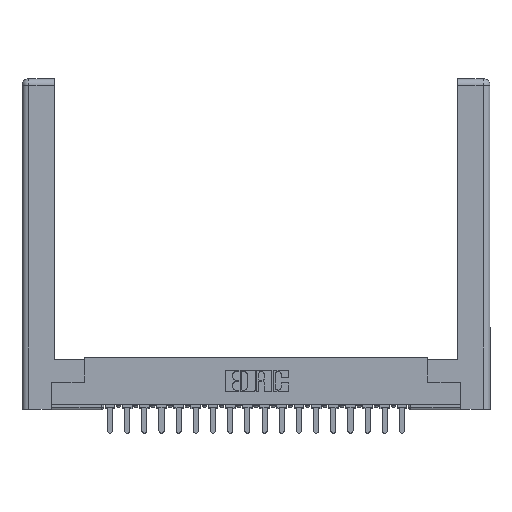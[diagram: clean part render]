
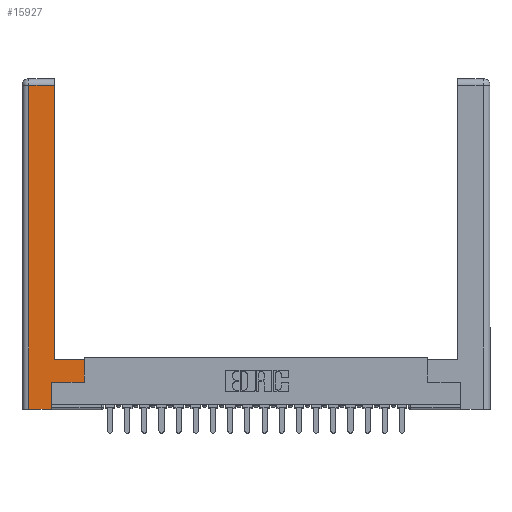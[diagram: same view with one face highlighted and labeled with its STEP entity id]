
A CAD part, top view. The second image highlights one B-rep face of the part: STEP entity #15927.
In plain terms, the highlighted planar face has unit normal (0, 0, 1).
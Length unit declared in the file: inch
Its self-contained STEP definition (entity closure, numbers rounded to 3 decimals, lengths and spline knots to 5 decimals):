
#429 = VECTOR ( 'NONE', #18806, 39.37008 ) ;
#501 = EDGE_CURVE ( 'NONE', #21719, #11649, #8008, .T. ) ;
#583 = EDGE_CURVE ( 'NONE', #12090, #11764, #1395, .T. ) ;
#1116 = ORIENTED_EDGE ( 'NONE', *, *, #17303, .T. ) ;
#1393 = CARTESIAN_POINT ( 'NONE',  ( 0.265, 0., 0. ) ) ;
#1395 = LINE ( 'NONE', #3074, #20036 ) ;
#1446 = CARTESIAN_POINT ( 'NONE',  ( 0.0615, 0., 0. ) ) ;
#2131 = FACE_OUTER_BOUND ( 'NONE', #2930, .T. ) ;
#2930 = EDGE_LOOP ( 'NONE', ( #4740, #15477, #6063, #13627, #6861, #11349, #19924, #1116 ) ) ;
#3074 = CARTESIAN_POINT ( 'NONE',  ( 0.565, 0.245, 0. ) ) ;
#3227 = DIRECTION ( 'NONE',  ( -1., 0., 0. ) ) ;
#3331 = CARTESIAN_POINT ( 'NONE',  ( 0.0615, 2.94, 0. ) ) ;
#3333 = CARTESIAN_POINT ( 'NONE',  ( 0.565, 0.245, 0. ) ) ;
#4450 = CARTESIAN_POINT ( 'NONE',  ( 0.0615, 2.94, 0. ) ) ;
#4740 = ORIENTED_EDGE ( 'NONE', *, *, #19261, .T. ) ;
#4880 = VECTOR ( 'NONE', #21615, 39.37008 ) ;
#4902 = LINE ( 'NONE', #13733, #429 ) ;
#5092 = CARTESIAN_POINT ( 'NONE',  ( 0.565, 0.45, 0. ) ) ;
#5411 = VERTEX_POINT ( 'NONE', #1393 ) ;
#5644 = EDGE_CURVE ( 'NONE', #11649, #5411, #12535, .T. ) ;
#6063 = ORIENTED_EDGE ( 'NONE', *, *, #501, .T. ) ;
#6501 = CARTESIAN_POINT ( 'NONE',  ( 0.0615, 0., 0. ) ) ;
#6792 = DIRECTION ( 'NONE',  ( 0., 1., 0. ) ) ;
#6861 = ORIENTED_EDGE ( 'NONE', *, *, #11906, .T. ) ;
#7195 = VECTOR ( 'NONE', #9767, 39.37008 ) ;
#7238 = CARTESIAN_POINT ( 'NONE',  ( 0.265, 0.245, 0. ) ) ;
#8008 = LINE ( 'NONE', #1446, #7195 ) ;
#8844 = VECTOR ( 'NONE', #12444, 39.37008 ) ;
#9341 = LINE ( 'NONE', #3331, #4880 ) ;
#9617 = CARTESIAN_POINT ( 'NONE',  ( 0.265, 0., 0. ) ) ;
#9649 = VECTOR ( 'NONE', #6792, 39.37008 ) ;
#9767 = DIRECTION ( 'NONE',  ( 0., -1., 0. ) ) ;
#10369 = DIRECTION ( 'NONE',  ( -1., 0., 0. ) ) ;
#10979 = CARTESIAN_POINT ( 'NONE',  ( 0.295, 3., 0. ) ) ;
#10989 = EDGE_CURVE ( 'NONE', #11764, #20683, #19614, .T. ) ;
#11022 = CARTESIAN_POINT ( 'NONE',  ( 0.295, 2.94, 0. ) ) ;
#11086 = AXIS2_PLACEMENT_3D ( 'NONE', #16568, #11821, #3227 ) ;
#11234 = VECTOR ( 'NONE', #12842, 39.37008 ) ;
#11349 = ORIENTED_EDGE ( 'NONE', *, *, #583, .T. ) ;
#11649 = VERTEX_POINT ( 'NONE', #6501 ) ;
#11764 = VERTEX_POINT ( 'NONE', #3333 ) ;
#11821 = DIRECTION ( 'NONE',  ( 0., 0., -1. ) ) ;
#11906 = EDGE_CURVE ( 'NONE', #5411, #12090, #4902, .T. ) ;
#12090 = VERTEX_POINT ( 'NONE', #7238 ) ;
#12339 = VERTEX_POINT ( 'NONE', #21443 ) ;
#12444 = DIRECTION ( 'NONE',  ( 0., 1., 0. ) ) ;
#12535 = LINE ( 'NONE', #9617, #11234 ) ;
#12842 = DIRECTION ( 'NONE',  ( 1., 0., 0. ) ) ;
#13627 = ORIENTED_EDGE ( 'NONE', *, *, #5644, .T. ) ;
#13733 = CARTESIAN_POINT ( 'NONE',  ( 0.265, 0.245, 0. ) ) ;
#14170 = VERTEX_POINT ( 'NONE', #11022 ) ;
#15477 = ORIENTED_EDGE ( 'NONE', *, *, #19597, .T. ) ;
#15927 = ADVANCED_FACE ( 'NONE', ( #2131 ), #18407, .F. ) ;
#16505 = LINE ( 'NONE', #17320, #18348 ) ;
#16568 = CARTESIAN_POINT ( 'NONE',  ( 0., 0., 0. ) ) ;
#17303 = EDGE_CURVE ( 'NONE', #20683, #12339, #16505, .T. ) ;
#17320 = CARTESIAN_POINT ( 'NONE',  ( 0.295, 0.45, 0. ) ) ;
#17838 = CARTESIAN_POINT ( 'NONE',  ( 0.565, 0.45, 0. ) ) ;
#18348 = VECTOR ( 'NONE', #10369, 39.37008 ) ;
#18407 = PLANE ( 'NONE',  #11086 ) ;
#18806 = DIRECTION ( 'NONE',  ( 0., 1., 0. ) ) ;
#19261 = EDGE_CURVE ( 'NONE', #12339, #14170, #21702, .T. ) ;
#19597 = EDGE_CURVE ( 'NONE', #14170, #21719, #9341, .T. ) ;
#19614 = LINE ( 'NONE', #5092, #9649 ) ;
#19924 = ORIENTED_EDGE ( 'NONE', *, *, #10989, .T. ) ;
#20036 = VECTOR ( 'NONE', #21700, 39.37008 ) ;
#20683 = VERTEX_POINT ( 'NONE', #17838 ) ;
#21443 = CARTESIAN_POINT ( 'NONE',  ( 0.295, 0.45, 0. ) ) ;
#21615 = DIRECTION ( 'NONE',  ( -1., 0., 0. ) ) ;
#21700 = DIRECTION ( 'NONE',  ( 1., 0., 0. ) ) ;
#21702 = LINE ( 'NONE', #10979, #8844 ) ;
#21719 = VERTEX_POINT ( 'NONE', #4450 ) ;
